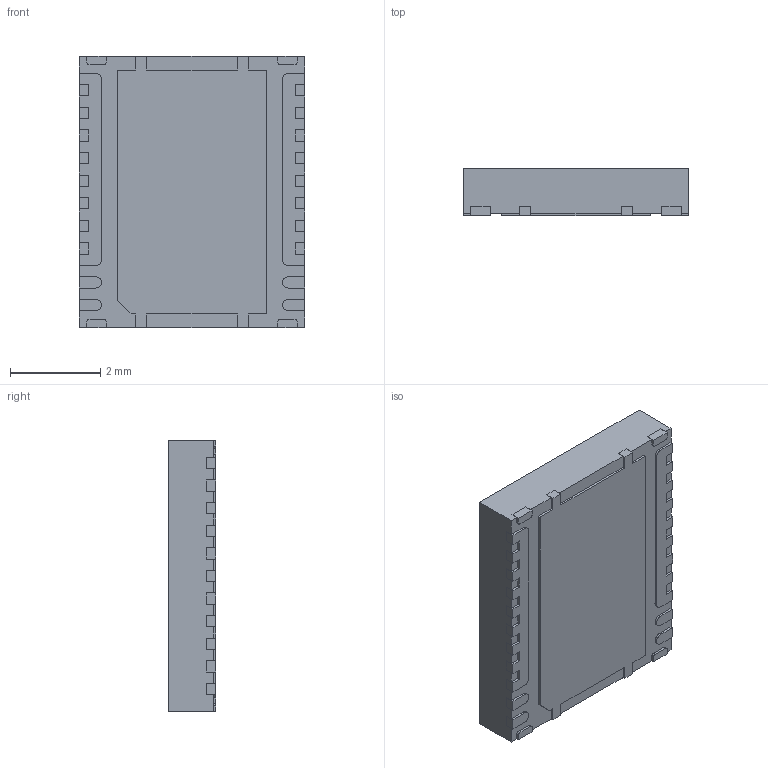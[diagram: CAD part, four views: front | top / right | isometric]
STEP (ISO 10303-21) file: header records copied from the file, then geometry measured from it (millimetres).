
FILE_DESCRIPTION (( 'STEP AP214' ), '1' );
FILE_NAME ('CSD88599Q5DC.STEP', '2023-10-15T20:51:45', ( '' ), ( '' ), 'SwSTEP 2.0', 'SolidWorks 2021', '' );
FILE_SCHEMA (( 'AUTOMOTIVE_DESIGN' ));
Length unit declared in the file: millimetre
Products named in the file (1): CSD88599Q5DC
Bounding box: 5 x 1.05 x 6 mm (x, y, z)
Volume: 31.1 mm3; surface area: 160 mm2
Topology: 14 solids, 14 shells, 352 faces, 966 edges, 644 vertices
Faces by surface type: plane 308, cylinder 44
Entity records: 11169 total; most frequent: CARTESIAN_POINT 1963, ORIENTED_EDGE 1932, DIRECTION 1760, EDGE_CURVE 966, LINE 878, VECTOR 878, VERTEX_POINT 644, AXIS2_PLACEMENT_3D 441
